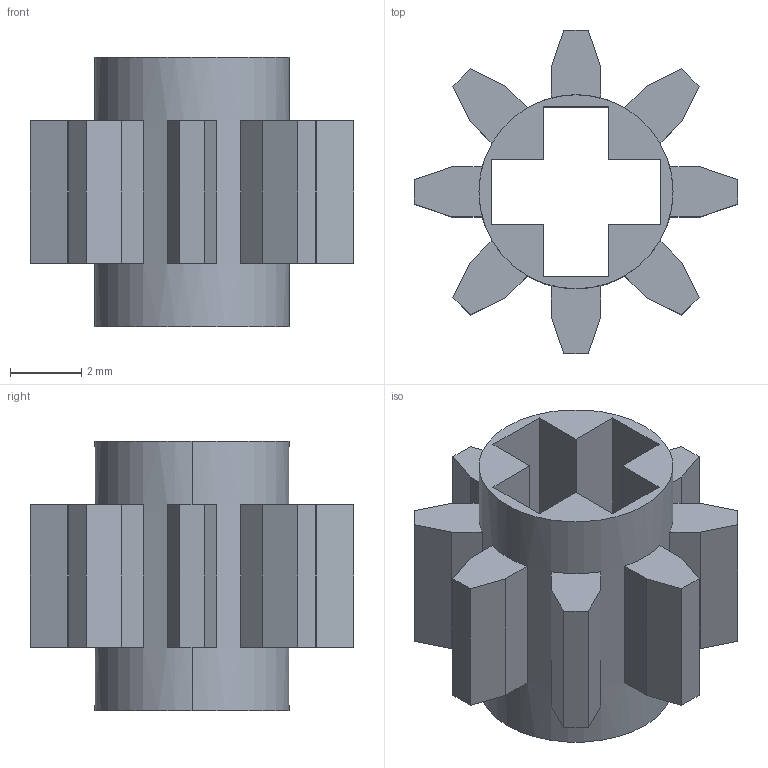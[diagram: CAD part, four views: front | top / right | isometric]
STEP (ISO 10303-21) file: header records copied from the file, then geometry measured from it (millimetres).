
FILE_DESCRIPTION((''),'1');
FILE_NAME('GEAR_8','2000-08-24T',('ujkopena'),(''),'PRO/ENGINEER BY PARAMETRIC TECHNOLOGY CORPORATION, 1999390','PRO/ENGINEER BY PARAMETRIC TECHNOLOGY CORPORATION, 1999390','');
FILE_SCHEMA(('CONFIG_CONTROL_DESIGN'));
Length unit declared in the file: metre
Products named in the file (1): GEAR_8
Bounding box: 9.06 x 9.06 x 7.56 mm (x, y, z)
Volume: 139.9 mm3; surface area: 428.8 mm2
Topology: 1 solids, 1 shells, 72 faces, 192 edges, 128 vertices
Faces by surface type: plane 70, cylinder 2
Entity records: 2262 total; most frequent: CARTESIAN_POINT 392, ORIENTED_EDGE 384, DIRECTION 360, EDGE_CURVE 192, VECTOR 168, LINE 168, VERTEX_POINT 128, AXIS2_PLACEMENT_3D 96
